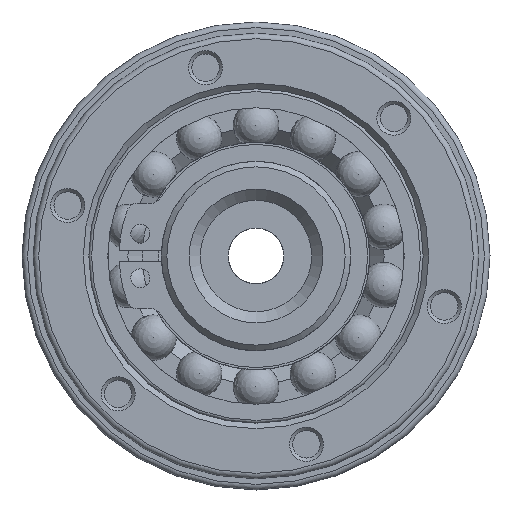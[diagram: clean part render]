
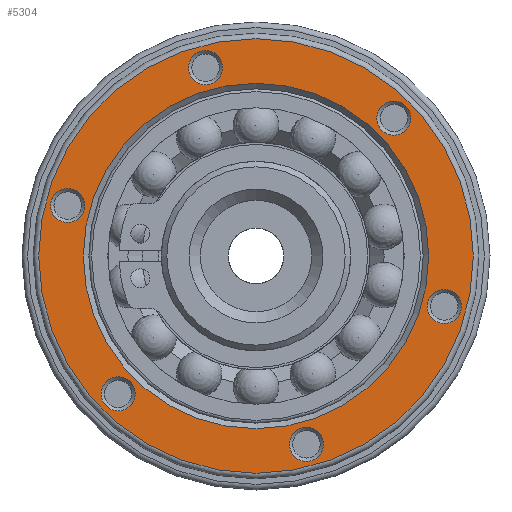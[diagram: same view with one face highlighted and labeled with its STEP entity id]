
A CAD part, left-side view. The second image highlights one B-rep face of the part: STEP entity #5304.
In plain terms, the highlighted planar face has unit normal (-1, 0, 0).
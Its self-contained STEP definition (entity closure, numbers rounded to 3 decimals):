
#1628=ORIENTED_EDGE('',*,*,#2196,.F.);
#1629=ORIENTED_EDGE('',*,*,#2197,.F.);
#1630=ORIENTED_EDGE('',*,*,#2198,.F.);
#1631=ORIENTED_EDGE('',*,*,#2199,.F.);
#1632=ORIENTED_EDGE('',*,*,#2200,.F.);
#1633=ORIENTED_EDGE('',*,*,#2201,.F.);
#1634=ORIENTED_EDGE('',*,*,#2202,.T.);
#1635=ORIENTED_EDGE('',*,*,#2203,.F.);
#2196=EDGE_CURVE('',#2577,#2577,#2824,.T.);
#2197=EDGE_CURVE('',#2578,#2578,#2825,.T.);
#2198=EDGE_CURVE('',#2579,#2579,#2826,.T.);
#2199=EDGE_CURVE('',#2580,#2580,#2827,.T.);
#2200=EDGE_CURVE('',#2581,#2581,#2828,.T.);
#2201=EDGE_CURVE('',#2582,#2582,#2829,.T.);
#2202=EDGE_CURVE('',#2583,#2583,#2830,.T.);
#2203=EDGE_CURVE('',#2584,#2584,#2831,.T.);
#2577=VERTEX_POINT('',#8482);
#2578=VERTEX_POINT('',#8484);
#2579=VERTEX_POINT('',#8486);
#2580=VERTEX_POINT('',#8488);
#2581=VERTEX_POINT('',#8490);
#2582=VERTEX_POINT('',#8492);
#2583=VERTEX_POINT('',#8494);
#2584=VERTEX_POINT('',#8496);
#2824=CIRCLE('',#5757,1.53);
#2825=CIRCLE('',#5758,1.53);
#2826=CIRCLE('',#5759,1.53);
#2827=CIRCLE('',#5760,1.53);
#2828=CIRCLE('',#5761,1.53);
#2829=CIRCLE('',#5762,1.53);
#2830=CIRCLE('',#5763,19.5);
#2831=CIRCLE('',#5764,15.5);
#3116=EDGE_LOOP('',(#1628));
#3117=EDGE_LOOP('',(#1629));
#3118=EDGE_LOOP('',(#1630));
#3119=EDGE_LOOP('',(#1631));
#3120=EDGE_LOOP('',(#1632));
#3121=EDGE_LOOP('',(#1633));
#3122=EDGE_LOOP('',(#1634));
#3123=EDGE_LOOP('',(#1635));
#3443=FACE_BOUND('',#3116,.T.);
#3444=FACE_BOUND('',#3117,.T.);
#3445=FACE_BOUND('',#3118,.T.);
#3446=FACE_BOUND('',#3119,.T.);
#3447=FACE_BOUND('',#3120,.T.);
#3448=FACE_BOUND('',#3121,.T.);
#3449=FACE_BOUND('',#3122,.T.);
#3450=FACE_BOUND('',#3123,.T.);
#3570=PLANE('',#5756);
#5304=ADVANCED_FACE('',(#3443,#3444,#3445,#3446,#3447,#3448,#3449,#3450),
#3570,.T.);
#5756=AXIS2_PLACEMENT_3D('',#8480,#6801,#6802);
#5757=AXIS2_PLACEMENT_3D('',#8481,#6803,#6804);
#5758=AXIS2_PLACEMENT_3D('',#8483,#6805,#6806);
#5759=AXIS2_PLACEMENT_3D('',#8485,#6807,#6808);
#5760=AXIS2_PLACEMENT_3D('',#8487,#6809,#6810);
#5761=AXIS2_PLACEMENT_3D('',#8489,#6811,#6812);
#5762=AXIS2_PLACEMENT_3D('',#8491,#6813,#6814);
#5763=AXIS2_PLACEMENT_3D('',#8493,#6815,#6816);
#5764=AXIS2_PLACEMENT_3D('',#8495,#6817,#6818);
#6801=DIRECTION('',(-1.,0.,0.));
#6802=DIRECTION('',(0.,0.,1.));
#6803=DIRECTION('',(-1.,0.,0.));
#6804=DIRECTION('',(0.,0.,1.));
#6805=DIRECTION('',(-1.,0.,0.));
#6806=DIRECTION('',(0.,0.,1.));
#6807=DIRECTION('',(-1.,0.,0.));
#6808=DIRECTION('',(0.,0.,1.));
#6809=DIRECTION('',(-1.,0.,0.));
#6810=DIRECTION('',(0.,0.,1.));
#6811=DIRECTION('',(-1.,0.,0.));
#6812=DIRECTION('',(0.,0.,1.));
#6813=DIRECTION('',(-1.,0.,0.));
#6814=DIRECTION('',(0.,0.,1.));
#6815=DIRECTION('',(-1.,0.,0.));
#6816=DIRECTION('',(0.,0.,1.));
#6817=DIRECTION('',(-1.,0.,0.));
#6818=DIRECTION('',(0.,0.,1.));
#8480=CARTESIAN_POINT('',(0.,0.,20.));
#8481=CARTESIAN_POINT('',(0.,12.374,-12.374));
#8482=CARTESIAN_POINT('',(0.,12.374,-10.845));
#8483=CARTESIAN_POINT('',(0.,-4.529,-16.904));
#8484=CARTESIAN_POINT('',(0.,-4.529,-15.374));
#8485=CARTESIAN_POINT('',(0.,-16.904,-4.529));
#8486=CARTESIAN_POINT('',(0.,-16.904,-3.));
#8487=CARTESIAN_POINT('',(0.,-12.374,12.374));
#8488=CARTESIAN_POINT('',(0.,-12.374,13.904));
#8489=CARTESIAN_POINT('',(0.,16.904,4.529));
#8490=CARTESIAN_POINT('',(0.,16.904,6.059));
#8491=CARTESIAN_POINT('',(0.,4.529,16.904));
#8492=CARTESIAN_POINT('',(0.,4.529,18.433));
#8493=CARTESIAN_POINT('',(0.,0.,0.));
#8494=CARTESIAN_POINT('',(0.,0.,19.5));
#8495=CARTESIAN_POINT('',(0.,0.,0.));
#8496=CARTESIAN_POINT('',(0.,0.,15.5));
